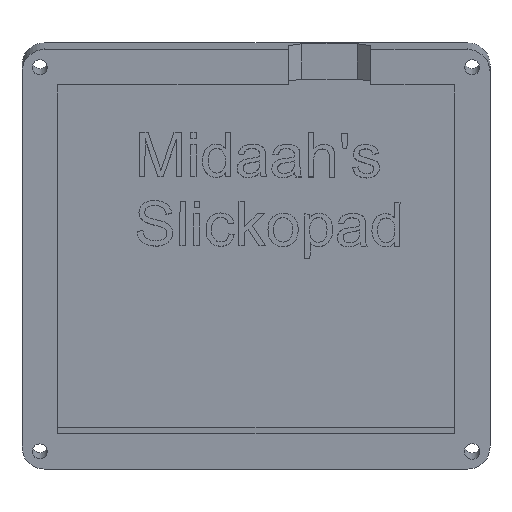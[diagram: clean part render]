
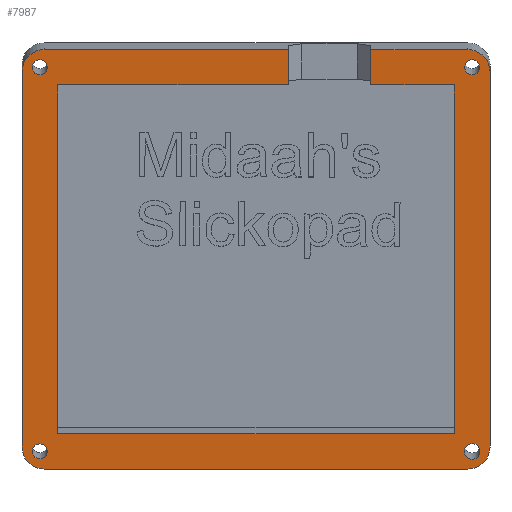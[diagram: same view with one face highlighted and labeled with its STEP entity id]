
A CAD part, top view. The second image highlights one B-rep face of the part: STEP entity #7987.
In plain terms, the highlighted planar face has unit normal (0, -0.139, 0.99).
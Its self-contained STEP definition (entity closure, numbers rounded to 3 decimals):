
#46=FACE_BOUND('',#1786,.T.);
#47=FACE_BOUND('',#1787,.T.);
#48=FACE_BOUND('',#1788,.T.);
#49=FACE_BOUND('',#1789,.T.);
#75=CIRCLE('',#8036,5.);
#76=CIRCLE('',#8039,5.);
#83=CIRCLE('',#8051,5.);
#84=CIRCLE('',#8054,5.);
#87=CIRCLE('',#8187,1.7);
#88=CIRCLE('',#8188,1.7);
#89=CIRCLE('',#8189,1.75);
#90=CIRCLE('',#8190,1.7);
#1326=FACE_OUTER_BOUND('',#1785,.T.);
#1785=EDGE_LOOP('',(#7343,#7344,#7345,#7346,#7347,#7348,#7349,#7350,#7351,
#7352,#7353,#7354,#7355,#7356,#7357,#7358));
#1786=EDGE_LOOP('',(#7359));
#1787=EDGE_LOOP('',(#7360));
#1788=EDGE_LOOP('',(#7361));
#1789=EDGE_LOOP('',(#7362));
#1837=LINE('',#9628,#2460);
#1840=LINE('',#9637,#2463);
#1846=LINE('',#9648,#2469);
#1855=LINE('',#9679,#2478);
#1873=LINE('',#9722,#2496);
#1876=LINE('',#9727,#2499);
#2417=LINE('',#16297,#3040);
#2418=LINE('',#16299,#3041);
#2419=LINE('',#16301,#3042);
#2420=LINE('',#16303,#3043);
#2421=LINE('',#16304,#3044);
#2422=LINE('',#16305,#3045);
#2460=VECTOR('',#8285,10.);
#2463=VECTOR('',#8294,10.);
#2469=VECTOR('',#8300,10.);
#2478=VECTOR('',#8333,10.);
#2496=VECTOR('',#8377,10.);
#2499=VECTOR('',#8382,10.);
#3040=VECTOR('',#9163,10.);
#3041=VECTOR('',#9164,10.);
#3042=VECTOR('',#9165,10.);
#3043=VECTOR('',#9166,10.);
#3044=VECTOR('',#9167,10.);
#3045=VECTOR('',#9168,10.);
#3090=VERTEX_POINT('',#9620);
#3091=VERTEX_POINT('',#9622);
#3092=VERTEX_POINT('',#9626);
#3093=VERTEX_POINT('',#9630);
#3094=VERTEX_POINT('',#9634);
#3095=VERTEX_POINT('',#9636);
#3100=VERTEX_POINT('',#9646);
#3109=VERTEX_POINT('',#9673);
#3110=VERTEX_POINT('',#9677);
#3111=VERTEX_POINT('',#9681);
#3122=VERTEX_POINT('',#9721);
#3123=VERTEX_POINT('',#9725);
#3832=VERTEX_POINT('',#16296);
#3833=VERTEX_POINT('',#16298);
#3834=VERTEX_POINT('',#16300);
#3835=VERTEX_POINT('',#16302);
#3836=VERTEX_POINT('',#16306);
#3837=VERTEX_POINT('',#16308);
#3838=VERTEX_POINT('',#16310);
#3839=VERTEX_POINT('',#16312);
#3901=EDGE_CURVE('',#3090,#3091,#75,.T.);
#3904=EDGE_CURVE('',#3090,#3092,#1837,.T.);
#3906=EDGE_CURVE('',#3093,#3092,#76,.T.);
#3908=EDGE_CURVE('',#3095,#3094,#1840,.T.);
#3914=EDGE_CURVE('',#3093,#3100,#1846,.T.);
#3928=EDGE_CURVE('',#3109,#3094,#83,.T.);
#3930=EDGE_CURVE('',#3109,#3110,#1855,.T.);
#3932=EDGE_CURVE('',#3111,#3110,#84,.T.);
#3951=EDGE_CURVE('',#3122,#3095,#1873,.T.);
#3954=EDGE_CURVE('',#3100,#3123,#1876,.T.);
#5015=EDGE_CURVE('',#3123,#3832,#2417,.T.);
#5016=EDGE_CURVE('',#3832,#3833,#2418,.T.);
#5017=EDGE_CURVE('',#3833,#3834,#2419,.T.);
#5018=EDGE_CURVE('',#3834,#3835,#2420,.T.);
#5019=EDGE_CURVE('',#3835,#3122,#2421,.T.);
#5020=EDGE_CURVE('',#3111,#3091,#2422,.T.);
#5021=EDGE_CURVE('',#3836,#3836,#87,.T.);
#5022=EDGE_CURVE('',#3837,#3837,#88,.T.);
#5023=EDGE_CURVE('',#3838,#3838,#89,.T.);
#5024=EDGE_CURVE('',#3839,#3839,#90,.T.);
#7343=ORIENTED_EDGE('',*,*,#3906,.F.);
#7344=ORIENTED_EDGE('',*,*,#3914,.T.);
#7345=ORIENTED_EDGE('',*,*,#3954,.T.);
#7346=ORIENTED_EDGE('',*,*,#5015,.T.);
#7347=ORIENTED_EDGE('',*,*,#5016,.T.);
#7348=ORIENTED_EDGE('',*,*,#5017,.T.);
#7349=ORIENTED_EDGE('',*,*,#5018,.T.);
#7350=ORIENTED_EDGE('',*,*,#5019,.T.);
#7351=ORIENTED_EDGE('',*,*,#3951,.T.);
#7352=ORIENTED_EDGE('',*,*,#3908,.T.);
#7353=ORIENTED_EDGE('',*,*,#3928,.F.);
#7354=ORIENTED_EDGE('',*,*,#3930,.T.);
#7355=ORIENTED_EDGE('',*,*,#3932,.F.);
#7356=ORIENTED_EDGE('',*,*,#5020,.T.);
#7357=ORIENTED_EDGE('',*,*,#3901,.F.);
#7358=ORIENTED_EDGE('',*,*,#3904,.T.);
#7359=ORIENTED_EDGE('',*,*,#5021,.T.);
#7360=ORIENTED_EDGE('',*,*,#5022,.T.);
#7361=ORIENTED_EDGE('',*,*,#5023,.T.);
#7362=ORIENTED_EDGE('',*,*,#5024,.T.);
#7559=PLANE('',#8186);
#7987=ADVANCED_FACE('',(#1326,#46,#47,#48,#49),#7559,.T.);
#8036=AXIS2_PLACEMENT_3D('',#9623,#8279,#8280);
#8039=AXIS2_PLACEMENT_3D('',#9632,#8289,#8290);
#8051=AXIS2_PLACEMENT_3D('',#9675,#8328,#8329);
#8054=AXIS2_PLACEMENT_3D('',#9683,#8337,#8338);
#8186=AXIS2_PLACEMENT_3D('',#16295,#9161,#9162);
#8187=AXIS2_PLACEMENT_3D('',#16307,#9169,#9170);
#8188=AXIS2_PLACEMENT_3D('',#16309,#9171,#9172);
#8189=AXIS2_PLACEMENT_3D('',#16311,#9173,#9174);
#8190=AXIS2_PLACEMENT_3D('',#16313,#9175,#9176);
#8279=DIRECTION('center_axis',(0.,0.139,-0.99));
#8280=DIRECTION('ref_axis',(0.707,-0.7,-0.098));
#8285=DIRECTION('',(0.,0.99,0.139));
#8289=DIRECTION('center_axis',(0.,0.139,-0.99));
#8290=DIRECTION('ref_axis',(0.707,0.7,0.098));
#8294=DIRECTION('',(-1.,0.,0.));
#8300=DIRECTION('',(-1.,0.,0.));
#8328=DIRECTION('center_axis',(0.,0.139,-0.99));
#8329=DIRECTION('ref_axis',(-0.707,0.7,0.098));
#8333=DIRECTION('',(0.,-0.99,-0.139));
#8337=DIRECTION('center_axis',(0.,0.139,-0.99));
#8338=DIRECTION('ref_axis',(-0.707,-0.7,-0.098));
#8377=DIRECTION('',(0.,0.99,0.139));
#8382=DIRECTION('',(0.,-0.99,-0.139));
#9161=DIRECTION('center_axis',(0.,-0.139,0.99));
#9162=DIRECTION('ref_axis',(1.,0.,0.));
#9163=DIRECTION('',(1.,0.,0.));
#9164=DIRECTION('',(0.,-0.99,-0.139));
#9165=DIRECTION('',(-1.,0.,0.));
#9166=DIRECTION('',(0.,0.99,0.139));
#9167=DIRECTION('',(1.,0.,0.));
#9168=DIRECTION('',(1.,0.,0.));
#9169=DIRECTION('center_axis',(0.,0.139,-0.99));
#9170=DIRECTION('ref_axis',(1.,0.,0.));
#9171=DIRECTION('center_axis',(0.,0.139,-0.99));
#9172=DIRECTION('ref_axis',(1.,0.,0.));
#9173=DIRECTION('center_axis',(0.,0.139,-0.99));
#9174=DIRECTION('ref_axis',(1.,0.,0.));
#9175=DIRECTION('center_axis',(0.,0.139,-0.99));
#9176=DIRECTION('ref_axis',(1.,0.,0.));
#9620=CARTESIAN_POINT('',(55.422,-57.787,1.432));
#9622=CARTESIAN_POINT('',(50.422,-62.738,0.736));
#9623=CARTESIAN_POINT('Origin',(50.422,-57.787,1.432));
#9626=CARTESIAN_POINT('',(55.422,26.386,13.262));
#9628=CARTESIAN_POINT('',(55.422,31.337,13.958));
#9630=CARTESIAN_POINT('',(50.422,31.337,13.958));
#9632=CARTESIAN_POINT('Origin',(50.422,26.386,13.262));
#9634=CARTESIAN_POINT('',(-44.578,31.337,13.958));
#9636=CARTESIAN_POINT('',(10.172,31.337,13.958));
#9637=CARTESIAN_POINT('',(-49.578,31.337,13.958));
#9646=CARTESIAN_POINT('',(28.672,31.337,13.958));
#9648=CARTESIAN_POINT('',(-49.578,31.337,13.958));
#9673=CARTESIAN_POINT('',(-49.578,26.386,13.262));
#9675=CARTESIAN_POINT('Origin',(-44.578,26.386,13.262));
#9677=CARTESIAN_POINT('',(-49.578,-57.787,1.432));
#9679=CARTESIAN_POINT('',(-49.578,-62.738,0.736));
#9681=CARTESIAN_POINT('',(-44.578,-62.738,0.736));
#9683=CARTESIAN_POINT('Origin',(-44.578,-57.787,1.432));
#9721=CARTESIAN_POINT('',(10.172,23.415,12.844));
#9722=CARTESIAN_POINT('',(10.172,25.396,13.123));
#9725=CARTESIAN_POINT('',(28.672,23.415,12.844));
#9727=CARTESIAN_POINT('',(28.672,29.357,13.679));
#16295=CARTESIAN_POINT('Origin',(51.422,27.376,13.401));
#16296=CARTESIAN_POINT('',(47.422,23.415,12.844));
#16297=CARTESIAN_POINT('',(-41.578,23.415,12.844));
#16298=CARTESIAN_POINT('',(47.422,-54.816,1.85));
#16299=CARTESIAN_POINT('',(47.422,23.415,12.844));
#16300=CARTESIAN_POINT('',(-41.578,-54.816,1.85));
#16301=CARTESIAN_POINT('',(47.422,-54.816,1.85));
#16302=CARTESIAN_POINT('',(-41.578,23.415,12.844));
#16303=CARTESIAN_POINT('',(-41.578,-54.816,1.85));
#16304=CARTESIAN_POINT('',(-41.578,23.415,12.844));
#16305=CARTESIAN_POINT('',(55.422,-62.738,0.736));
#16306=CARTESIAN_POINT('',(49.722,27.376,13.401));
#16307=CARTESIAN_POINT('Origin',(51.422,27.376,13.401));
#16308=CARTESIAN_POINT('',(-47.278,-58.777,1.293));
#16309=CARTESIAN_POINT('Origin',(-45.578,-58.777,1.293));
#16310=CARTESIAN_POINT('',(49.672,-58.777,1.293));
#16311=CARTESIAN_POINT('Origin',(51.422,-58.777,1.293));
#16312=CARTESIAN_POINT('',(-47.278,27.376,13.401));
#16313=CARTESIAN_POINT('Origin',(-45.578,27.376,13.401));
